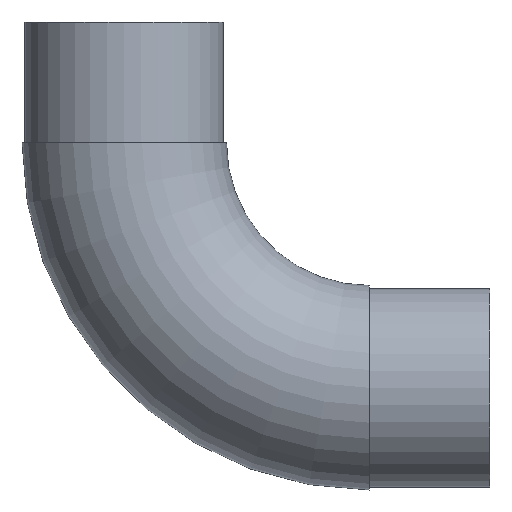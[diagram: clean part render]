
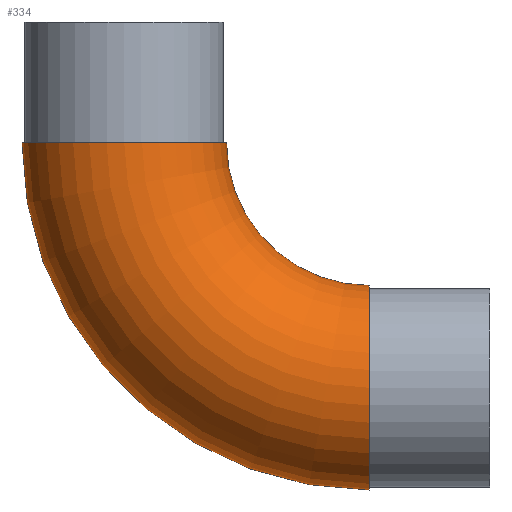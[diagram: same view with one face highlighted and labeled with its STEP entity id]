
A CAD part, front view. The second image highlights one B-rep face of the part: STEP entity #334.
In plain terms, the highlighted toroidal (fillet/blend) face has major radius 50.85 mm and minor radius 21.2 mm.
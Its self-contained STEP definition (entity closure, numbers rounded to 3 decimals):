
#6 = EDGE_CURVE ( 'NONE', #458, #62, #233, .T. ) ;
#7 = TOROIDAL_SURFACE ( 'NONE', #395, 50.85, 21.2 ) ;
#20 = DIRECTION ( 'NONE',  ( -1., 0., 0. ) ) ;
#39 = CARTESIAN_POINT ( 'NONE',  ( 26.5, 0., 8.35 ) ) ;
#60 = DIRECTION ( 'NONE',  ( 0., 0., -1. ) ) ;
#62 = VERTEX_POINT ( 'NONE', #315 ) ;
#71 = ORIENTED_EDGE ( 'NONE', *, *, #510, .F. ) ;
#89 = DIRECTION ( 'NONE',  ( 0., -1., 0. ) ) ;
#113 = EDGE_CURVE ( 'NONE', #500, #62, #440, .T. ) ;
#151 = DIRECTION ( 'NONE',  ( 0., -1., 0. ) ) ;
#167 = CIRCLE ( 'NONE', #412, 21.2 ) ;
#202 = VERTEX_POINT ( 'NONE', #253 ) ;
#219 = DIRECTION ( 'NONE',  ( 0., 0., -1. ) ) ;
#233 = CIRCLE ( 'NONE', #296, 72.05 ) ;
#235 = CARTESIAN_POINT ( 'NONE',  ( 26.5, 0., 38. ) ) ;
#239 = DIRECTION ( 'NONE',  ( 0., 0., -1. ) ) ;
#246 = DIRECTION ( 'NONE',  ( 0., 0., -1. ) ) ;
#253 = CARTESIAN_POINT ( 'NONE',  ( -3.15, 0., 38. ) ) ;
#257 = CARTESIAN_POINT ( 'NONE',  ( -24.35, 0., 38. ) ) ;
#262 = EDGE_LOOP ( 'NONE', ( #308, #386, #390, #71 ) ) ;
#264 = EDGE_CURVE ( 'NONE', #202, #458, #167, .T. ) ;
#267 = FACE_OUTER_BOUND ( 'NONE', #262, .T. ) ;
#277 = AXIS2_PLACEMENT_3D ( 'NONE', #235, #89, #239 ) ;
#290 = CARTESIAN_POINT ( 'NONE',  ( 26.5, 0., -12.85 ) ) ;
#296 = AXIS2_PLACEMENT_3D ( 'NONE', #382, #426, #319 ) ;
#308 = ORIENTED_EDGE ( 'NONE', *, *, #264, .T. ) ;
#315 = CARTESIAN_POINT ( 'NONE',  ( 26.5, 0., -34.05 ) ) ;
#319 = DIRECTION ( 'NONE',  ( 0., 0., -1. ) ) ;
#334 = ADVANCED_FACE ( 'NONE', ( #267 ), #7, .T. ) ;
#342 = CARTESIAN_POINT ( 'NONE',  ( 26.5, 0., 38. ) ) ;
#382 = CARTESIAN_POINT ( 'NONE',  ( 26.5, 0., 38. ) ) ;
#386 = ORIENTED_EDGE ( 'NONE', *, *, #6, .T. ) ;
#390 = ORIENTED_EDGE ( 'NONE', *, *, #113, .F. ) ;
#395 = AXIS2_PLACEMENT_3D ( 'NONE', #342, #151, #60 ) ;
#412 = AXIS2_PLACEMENT_3D ( 'NONE', #257, #219, #20 ) ;
#423 = CIRCLE ( 'NONE', #277, 29.65 ) ;
#426 = DIRECTION ( 'NONE',  ( 0., -1., 0. ) ) ;
#430 = AXIS2_PLACEMENT_3D ( 'NONE', #290, #473, #246 ) ;
#440 = CIRCLE ( 'NONE', #430, 21.2 ) ;
#458 = VERTEX_POINT ( 'NONE', #462 ) ;
#462 = CARTESIAN_POINT ( 'NONE',  ( -45.55, 0., 38. ) ) ;
#473 = DIRECTION ( 'NONE',  ( 1., 0., 0. ) ) ;
#500 = VERTEX_POINT ( 'NONE', #39 ) ;
#510 = EDGE_CURVE ( 'NONE', #202, #500, #423, .T. ) ;
